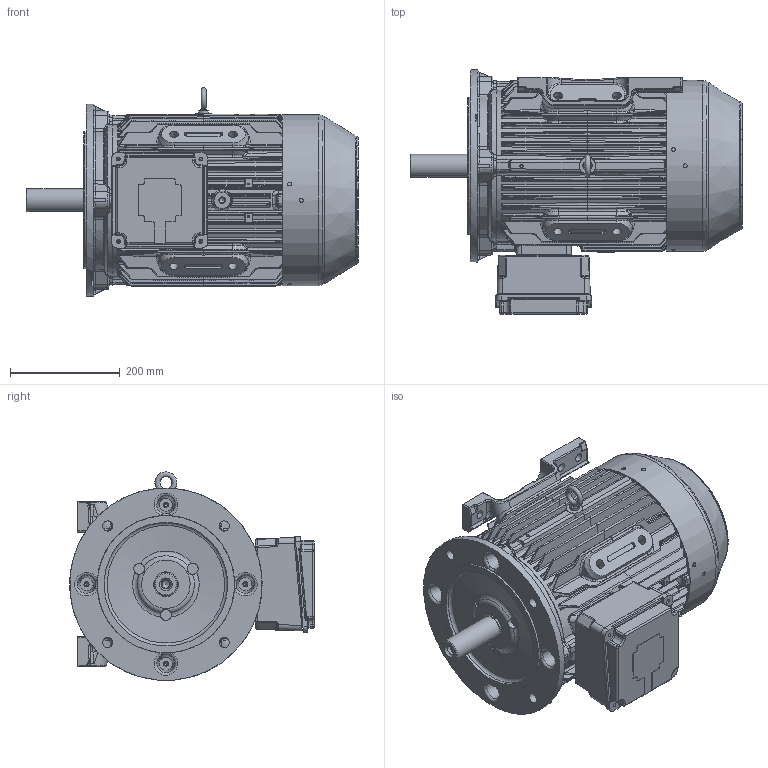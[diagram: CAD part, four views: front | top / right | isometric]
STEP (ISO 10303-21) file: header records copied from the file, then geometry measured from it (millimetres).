
FILE_DESCRIPTION( ( 'Unknown' ), '1' );
FILE_NAME( 'WP-DF160M b35.stp', 'Unknown', ( 'Unknown' ), ( 'Unknown' ), 'PSStep 17.0.49', 'Unknown', ' ' );
FILE_SCHEMA( ( 'AUTOMOTIVE_DESIGN { 1 0 10303 214 1 1 1 1 }' ) );
Length unit declared in the file: millimetre
Products named in the file (2): 1; 2
Bounding box: 604 x 444.91 x 379.07 mm (x, y, z)
Volume: 8412318.2 mm3; surface area: 2097627.6 mm2
Topology: 2 solids, 8 shells, 3224 faces, 7811 edges, 4585 vertices
Faces by surface type: bspline 1236, cylinder 761, plane 687, cone 292, torus 142, sphere 106
Full cylindrical faces by diameter (mm): 2.459 x2, 3.2 x2, 4 x5, 4.505 x4, 5 x3, 5.188 x5, 6 x16, 6.505 x4, 7 x16, 8 x9, 9.3 x4, 10 x4, 10.1 x1, 12 x5, 14 x9, 15 x6, 16 x9, 17 x5, 17.1 x1, 18.5 x4, 20 x3, 42 x1, 45 x2, 60 x1, 90 x1, 100 x1, 225 x1, 247 x1, 250 x1, 260.35 x1
Entity records: 283430 total; most frequent: CARTESIAN_POINT 192325, ORIENTED_EDGE 14764, DIRECTION 11986, EDGE_CURVE 7382, AXIS2_PLACEMENT_3D 5069, VERTEX_POINT 4485, EDGE_LOOP 3543, FACE_OUTER_BOUND 3371
